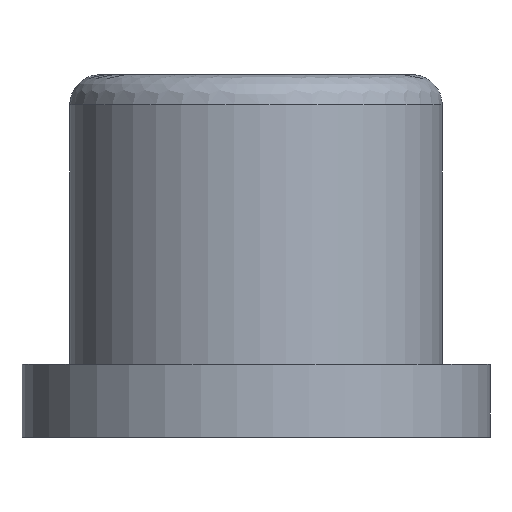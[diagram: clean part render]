
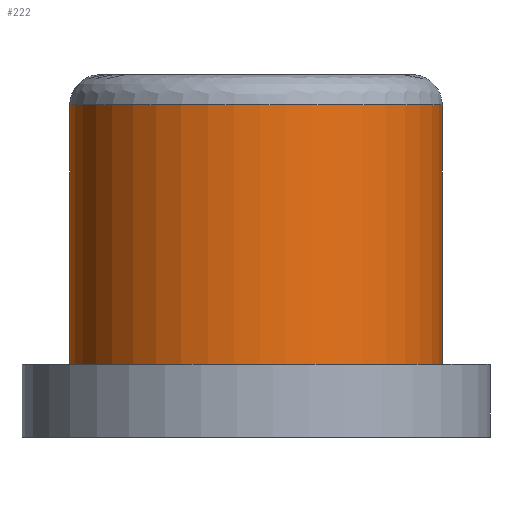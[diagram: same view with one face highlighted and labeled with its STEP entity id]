
A CAD part, left-side view. The second image highlights one B-rep face of the part: STEP entity #222.
In plain terms, the highlighted free-form (B-spline) face has degree [2, 1] with [9, 2] control points.
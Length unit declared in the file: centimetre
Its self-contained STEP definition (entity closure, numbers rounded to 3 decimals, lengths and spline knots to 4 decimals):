
#14=(
BOUNDED_CURVE()
B_SPLINE_CURVE(2,(#593,#594,#595,#596,#597),.UNSPECIFIED.,.F.,.F.)
B_SPLINE_CURVE_WITH_KNOTS((3,2,3),(-0.5812,-0.2906,
0.),.UNSPECIFIED.)
CURVE()
GEOMETRIC_REPRESENTATION_ITEM()
RATIONAL_B_SPLINE_CURVE((1.,0.707,1.,0.707,1.))
REPRESENTATION_ITEM('')
);
#15=(
BOUNDED_CURVE()
B_SPLINE_CURVE(2,(#598,#599,#600,#601,#602),.UNSPECIFIED.,.F.,.F.)
B_SPLINE_CURVE_WITH_KNOTS((3,2,3),(-0.5812,-0.2906,
0.),.UNSPECIFIED.)
CURVE()
GEOMETRIC_REPRESENTATION_ITEM()
RATIONAL_B_SPLINE_CURVE((1.,0.707,1.,0.707,1.))
REPRESENTATION_ITEM('')
);
#46=(
BOUNDED_SURFACE()
B_SPLINE_SURFACE(2,1,((#569,#570),(#571,#572),(#573,#574),(#575,#576),(#577,
#578),(#579,#580),(#581,#582),(#583,#584),(#585,#586)),.UNSPECIFIED.,.T.,
 .F.,.F.)
B_SPLINE_SURFACE_WITH_KNOTS((3,2,2,2,3),(2,2),(0.,1.5708,3.1416,
4.7124,6.2832),(0.,0.3118),.UNSPECIFIED.)
GEOMETRIC_REPRESENTATION_ITEM()
RATIONAL_B_SPLINE_SURFACE(((1.,1.),(0.707,0.707),
(1.,1.),(0.707,0.707),(1.,1.),(0.707,
0.707),(1.,1.),(0.707,0.707),(1.,1.)))
REPRESENTATION_ITEM('')
SURFACE()
);
#222=ADVANCED_FACE('',(#237),#46,.T.);
#237=FACE_OUTER_BOUND('',#252,.T.);
#252=EDGE_LOOP('',(#273,#274,#275,#276));
#273=ORIENTED_EDGE('',*,*,#342,.T.);
#274=ORIENTED_EDGE('',*,*,#341,.F.);
#275=ORIENTED_EDGE('',*,*,#343,.F.);
#276=ORIENTED_EDGE('',*,*,#344,.T.);
#341=EDGE_CURVE('',#445,#447,#409,.T.);
#342=EDGE_CURVE('',#448,#447,#14,.T.);
#343=EDGE_CURVE('',#446,#445,#15,.T.);
#344=EDGE_CURVE('',#446,#448,#410,.T.);
#409=B_SPLINE_CURVE_WITH_KNOTS('',1,(#591,#592),.UNSPECIFIED.,.F.,.F.,(2,
2),(0.,0.2578),.UNSPECIFIED.);
#410=B_SPLINE_CURVE_WITH_KNOTS('',1,(#603,#604),.UNSPECIFIED.,.F.,.F.,(2,
2),(0.,0.2578),.UNSPECIFIED.);
#445=VERTEX_POINT('',#587);
#446=VERTEX_POINT('',#588);
#447=VERTEX_POINT('',#589);
#448=VERTEX_POINT('',#590);
#569=CARTESIAN_POINT('',(-0.1325,0.,-0.027));
#570=CARTESIAN_POINT('',(-0.1325,0.,0.2848));
#571=CARTESIAN_POINT('',(-0.1325,0.185,-0.027));
#572=CARTESIAN_POINT('',(-0.1325,0.185,0.2848));
#573=CARTESIAN_POINT('',(-0.3175,0.185,-0.027));
#574=CARTESIAN_POINT('',(-0.3175,0.185,0.2848));
#575=CARTESIAN_POINT('',(-0.5025,0.185,-0.027));
#576=CARTESIAN_POINT('',(-0.5025,0.185,0.2848));
#577=CARTESIAN_POINT('',(-0.5025,0.,-0.027));
#578=CARTESIAN_POINT('',(-0.5025,0.,0.2848));
#579=CARTESIAN_POINT('',(-0.5025,-0.185,-0.027));
#580=CARTESIAN_POINT('',(-0.5025,-0.185,0.2848));
#581=CARTESIAN_POINT('',(-0.3175,-0.185,-0.027));
#582=CARTESIAN_POINT('',(-0.3175,-0.185,0.2848));
#583=CARTESIAN_POINT('',(-0.1325,-0.185,-0.027));
#584=CARTESIAN_POINT('',(-0.1325,-0.185,0.2848));
#585=CARTESIAN_POINT('',(-0.1325,0.,-0.027));
#586=CARTESIAN_POINT('',(-0.1325,0.,0.2848));
#587=CARTESIAN_POINT('',(-0.3175,0.185,0.));
#588=CARTESIAN_POINT('',(-0.3175,-0.185,0.));
#589=CARTESIAN_POINT('',(-0.3175,0.185,0.2578));
#590=CARTESIAN_POINT('',(-0.3175,-0.185,0.2578));
#591=CARTESIAN_POINT('',(-0.3175,0.185,0.));
#592=CARTESIAN_POINT('',(-0.3175,0.185,0.2578));
#593=CARTESIAN_POINT('',(-0.3175,-0.185,0.2578));
#594=CARTESIAN_POINT('',(-0.5025,-0.185,0.2578));
#595=CARTESIAN_POINT('',(-0.5025,0.,0.2578));
#596=CARTESIAN_POINT('',(-0.5025,0.185,0.2578));
#597=CARTESIAN_POINT('',(-0.3175,0.185,0.2578));
#598=CARTESIAN_POINT('',(-0.3175,-0.185,0.));
#599=CARTESIAN_POINT('',(-0.5025,-0.185,0.));
#600=CARTESIAN_POINT('',(-0.5025,0.,0.));
#601=CARTESIAN_POINT('',(-0.5025,0.185,0.));
#602=CARTESIAN_POINT('',(-0.3175,0.185,0.));
#603=CARTESIAN_POINT('',(-0.3175,-0.185,0.));
#604=CARTESIAN_POINT('',(-0.3175,-0.185,0.2578));
